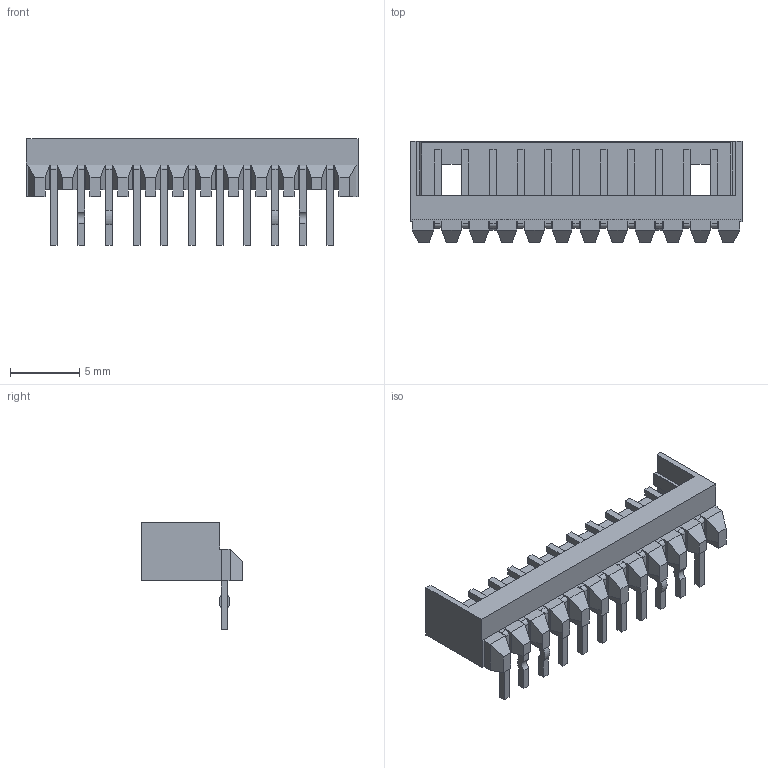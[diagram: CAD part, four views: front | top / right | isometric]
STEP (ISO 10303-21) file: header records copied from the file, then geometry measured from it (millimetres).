
FILE_DESCRIPTION(('FreeCAD Model'),'2;1');
FILE_NAME('Molex_Micro-Latch_11x2.00mm_Angled.stp','2016-04-02T15:04:55',('Author') ,(''),'Open CASCADE STEP processor 6.8','FreeCAD','Unknown');
FILE_SCHEMA(('AUTOMOTIVE_DESIGN_CC2 { 1 2 10303 214 -1 1 5 4 }'));
Length unit declared in the file: millimetre
Products named in the file (1): 532541170
Bounding box: 24 x 7.3 x 7.7 mm (x, y, z)
Volume: 293.7 mm3; surface area: 847.5 mm2
Topology: 1 solids, 1 shells, 359 faces, 954 edges, 604 vertices
Faces by surface type: plane 340, cylinder 19
Entity records: 24945 total; most frequent: CARTESIAN_POINT 5698, DIRECTION 3536, LINE 2710, VECTOR 2710, ORIENTED_EDGE 1908, PCURVE 1908, DEFINITIONAL_REPRESENTATION 1908, EDGE_CURVE 954
